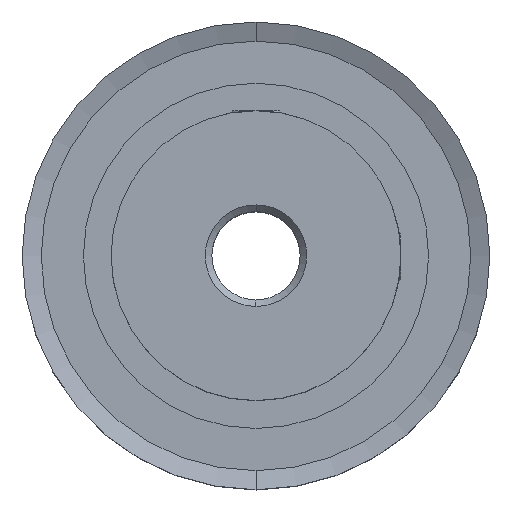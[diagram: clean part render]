
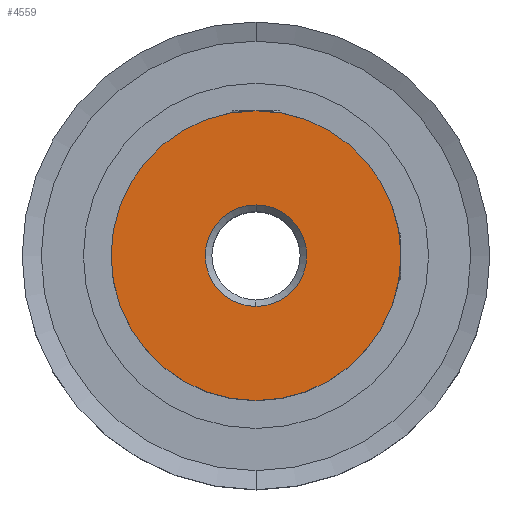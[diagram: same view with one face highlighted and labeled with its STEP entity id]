
A CAD part, top view. The second image highlights one B-rep face of the part: STEP entity #4559.
In plain terms, the highlighted planar face has unit normal (0, 0, 1).
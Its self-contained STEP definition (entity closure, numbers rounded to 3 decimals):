
#14=CARTESIAN_POINT('',(0.,0.,7.7));
#15=DIRECTION('',(0.,0.,1.));
#16=DIRECTION('',(0.,1.,0.));
#17=AXIS2_PLACEMENT_3D('',#14,#15,#16);
#19=CARTESIAN_POINT('',(0.,0.,7.7));
#20=DIRECTION('',(0.,0.,-1.));
#21=DIRECTION('',(0.,1.,0.));
#22=AXIS2_PLACEMENT_3D('',#19,#20,#21);
#29=CARTESIAN_POINT('',(0.,0.,7.7));
#30=DIRECTION('',(0.,0.,-1.));
#31=DIRECTION('',(0.,1.,0.));
#32=AXIS2_PLACEMENT_3D('',#29,#30,#31);
#3315=CARTESIAN_POINT('',(0.,0.,7.7));
#3316=DIRECTION('',(0.,0.,1.));
#3317=DIRECTION('',(0.,1.,0.));
#3318=AXIS2_PLACEMENT_3D('',#3315,#3316,#3317);
#3630=CARTESIAN_POINT('',(0.,9.85,7.7));
#3631=CARTESIAN_POINT('',(0.,-9.85,7.7));
#3632=VERTEX_POINT('',#3630);
#3633=VERTEX_POINT('',#3631);
#4050=CARTESIAN_POINT('',(0.,3.45,7.7));
#4051=CARTESIAN_POINT('',(0.,-3.45,7.7));
#4052=VERTEX_POINT('',#4050);
#4053=VERTEX_POINT('',#4051);
#4542=CARTESIAN_POINT('',(0.,0.,7.7));
#4543=DIRECTION('',(0.,0.,-1.));
#4544=DIRECTION('',(0.,-1.,0.));
#4545=AXIS2_PLACEMENT_3D('',#4542,#4543,#4544);
#4546=PLANE('',#4545);
#4548=ORIENTED_EDGE('',*,*,#4547,.F.);
#4550=ORIENTED_EDGE('',*,*,#4549,.T.);
#4551=EDGE_LOOP('',(#4548,#4550));
#4552=FACE_OUTER_BOUND('',#4551,.F.);
#4554=ORIENTED_EDGE('',*,*,#4553,.F.);
#4556=ORIENTED_EDGE('',*,*,#4555,.T.);
#4557=EDGE_LOOP('',(#4554,#4556));
#4558=FACE_BOUND('',#4557,.F.);
#18=CIRCLE('',#17,9.85);
#23=CIRCLE('',#22,9.85);
#33=CIRCLE('',#32,3.45);
#3319=CIRCLE('',#3318,3.45);
#4547=EDGE_CURVE('',#3632,#3633,#18,.T.);
#4549=EDGE_CURVE('',#3632,#3633,#23,.T.);
#4553=EDGE_CURVE('',#4052,#4053,#33,.T.);
#4555=EDGE_CURVE('',#4052,#4053,#3319,.T.);
#4559=ADVANCED_FACE('',(#4552,#4558),#4546,.F.);
